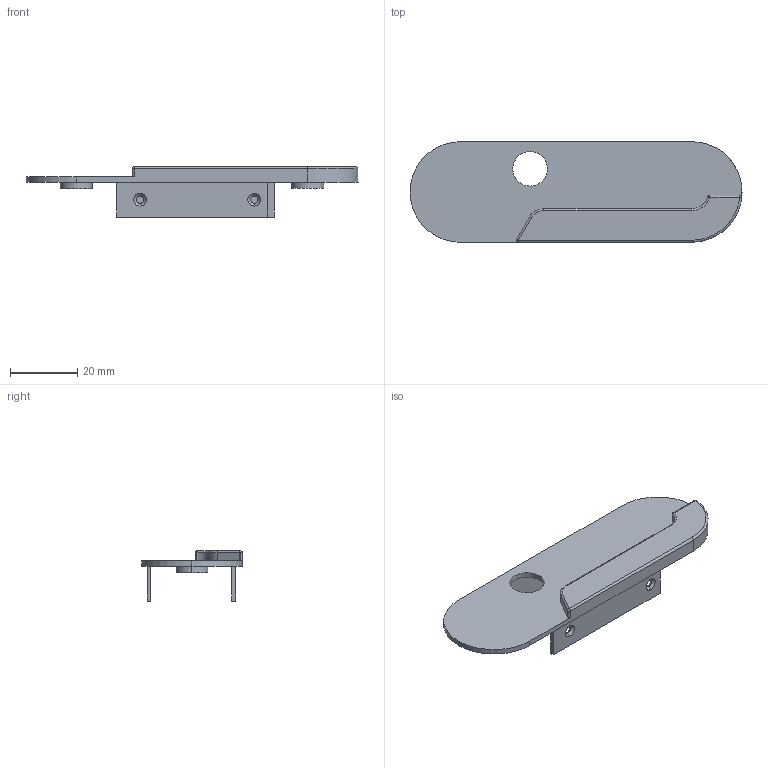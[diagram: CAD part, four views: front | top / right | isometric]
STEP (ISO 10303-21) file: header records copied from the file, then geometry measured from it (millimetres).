
FILE_DESCRIPTION (( 'STEP AP203' ), '1' );
FILE_NAME ('side_cover_left.STEP', '2025-10-11T22:48:19', ( '' ), ( '' ), 'SwSTEP 2.0', 'SolidWorks 2014', '' );
FILE_SCHEMA (( 'CONFIG_CONTROL_DESIGN' ));
Length unit declared in the file: millimetre
Products named in the file (1): side_cover_left
Bounding box: 99 x 30 x 15 mm (x, y, z)
Volume: 7476.7 mm3; surface area: 8207.7 mm2
Topology: 1 solids, 1 shells, 65 faces, 161 edges, 100 vertices
Faces by surface type: cylinder 27, plane 25, cone 6, sphere 4, torus 3
Entity records: 2009 total; most frequent: DIRECTION 362, CARTESIAN_POINT 324, ORIENTED_EDGE 316, EDGE_CURVE 158, AXIS2_PLACEMENT_3D 138, VERTEX_POINT 100, VECTOR 86, LINE 86
